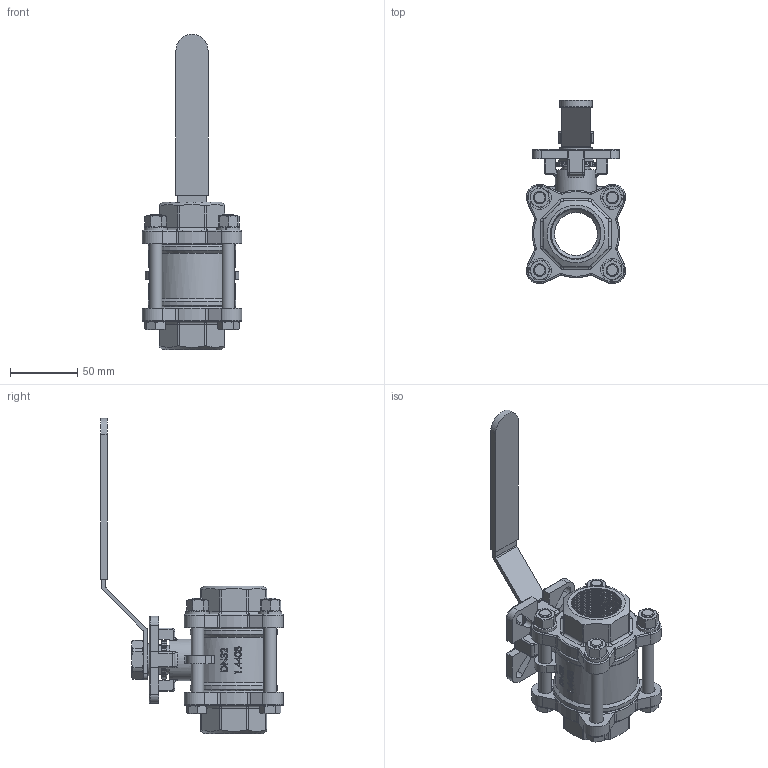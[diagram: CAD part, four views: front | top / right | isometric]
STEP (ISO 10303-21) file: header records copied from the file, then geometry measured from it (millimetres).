
FILE_DESCRIPTION(/* description */ ('Unknown'),/* implementation_level */ '2;1');
FILE_NAME(/* name */ '9323-07',/* time_stamp */ '2022-01-24T13:39:34+01:00',/* author */ ('Unknown'),/* organization */ ('Unknown'),/* preprocessor_version */ 'ST-DEVELOPER v16.7',/* originating_system */ 'Solid Edge',/* authorisation */ 'Unknown');
FILE_SCHEMA (('AUTOMOTIVE_DESIGN {1 0 10303 214 3 1 1}'));
Products named in the file (6): 8.112.032; Hebel 025-032; Hebel 025_032; Ummantelung 025_032; M14 flach
Assembly tree (5 placements, depth 3):
  8.112.032
    Hebel 025-032
      Hebel 025_032
      Ummantelung 025_032
    8.112.032
    M14 flach
Bounding box: 74.06 x 136.39 x 235 mm (x, y, z)
Volume: 307114.4 mm3; surface area: 103846.2 mm2
Topology: 4 solids, 4 shells, 944 faces, 2597 edges, 1683 vertices
Faces by surface type: plane 389, cylinder 262, bspline 135, cone 85, torus 73
Full cylindrical faces by diameter (mm): 9.34 x8, 10.5 x2, 11 x8, 13.835 x1, 21.4 x1, 24 x1, 28.58 x2, 31 x1, 32 x1, 33 x1, 65 x2
Entity records: 57321 total; most frequent: CARTESIAN_POINT 34819, ORIENTED_EDGE 4982, DIRECTION 4043, EDGE_CURVE 2491, VERTEX_POINT 1657, AXIS2_PLACEMENT_3D 1458, LINE 1127, VECTOR 1127
